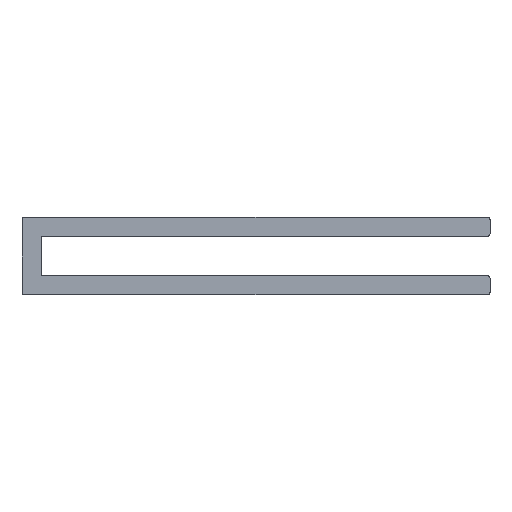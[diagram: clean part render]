
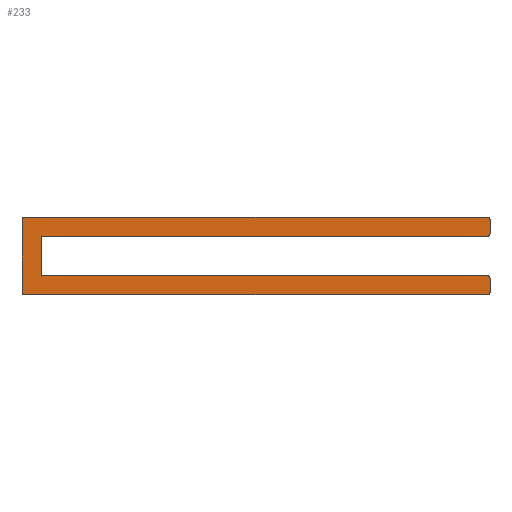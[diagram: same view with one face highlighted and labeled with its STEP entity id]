
A CAD part, top view. The second image highlights one B-rep face of the part: STEP entity #233.
In plain terms, the highlighted planar face has unit normal (0, 0, 1).
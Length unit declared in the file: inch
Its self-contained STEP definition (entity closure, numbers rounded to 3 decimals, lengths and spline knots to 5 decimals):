
#9 = VERTEX_POINT ( 'NONE', #136 ) ;
#15 = DIRECTION ( 'NONE',  ( -1., 0., 0. ) ) ;
#16 = VERTEX_POINT ( 'NONE', #104 ) ;
#30 = EDGE_CURVE ( 'NONE', #509, #453, #432, .T. ) ;
#39 = EDGE_CURVE ( 'NONE', #537, #509, #154, .T. ) ;
#40 = DIRECTION ( 'NONE',  ( -1., 0., 0. ) ) ;
#41 = ORIENTED_EDGE ( 'NONE', *, *, #223, .T. ) ;
#49 = ORIENTED_EDGE ( 'NONE', *, *, #465, .T. ) ;
#62 = EDGE_CURVE ( 'NONE', #406, #251, #501, .T. ) ;
#63 = CIRCLE ( 'NONE', #495, 0.1 ) ;
#70 = VERTEX_POINT ( 'NONE', #552 ) ;
#72 = CARTESIAN_POINT ( 'NONE',  ( 8.795, 0.775, 0.25 ) ) ;
#73 = CARTESIAN_POINT ( 'NONE',  ( -9.445, 1.525, 0.25 ) ) ;
#74 = DIRECTION ( 'NONE',  ( 0., -1., 0. ) ) ;
#77 = DIRECTION ( 'NONE',  ( 0., 1., 0. ) ) ;
#78 = CARTESIAN_POINT ( 'NONE',  ( -8.795, 0.775, 0.25 ) ) ;
#79 = ORIENTED_EDGE ( 'NONE', *, *, #532, .F. ) ;
#82 = VECTOR ( 'NONE', #77, 39.37008 ) ;
#94 = EDGE_LOOP ( 'NONE', ( #100, #41, #403, #542, #49, #105, #356, #342, #79, #352, #512, #490, #507, #290 ) ) ;
#100 = ORIENTED_EDGE ( 'NONE', *, *, #551, .T. ) ;
#104 = CARTESIAN_POINT ( 'NONE',  ( -9.545, 1.425, 0.25 ) ) ;
#105 = ORIENTED_EDGE ( 'NONE', *, *, #313, .T. ) ;
#110 = CARTESIAN_POINT ( 'NONE',  ( -9.545, 1.525, 0.25 ) ) ;
#112 = DIRECTION ( 'NONE',  ( -1., 0., 0. ) ) ;
#118 = AXIS2_PLACEMENT_3D ( 'NONE', #515, #436, #112 ) ;
#121 = CARTESIAN_POINT ( 'NONE',  ( -9.545, -1.425, 0.25 ) ) ;
#129 = VECTOR ( 'NONE', #74, 39.37008 ) ;
#130 = DIRECTION ( 'NONE',  ( -1., 0., 0. ) ) ;
#136 = CARTESIAN_POINT ( 'NONE',  ( 8.695, -0.775, 0.25 ) ) ;
#143 = VECTOR ( 'NONE', #568, 39.37008 ) ;
#151 = VECTOR ( 'NONE', #427, 39.37008 ) ;
#154 = LINE ( 'NONE', #282, #325 ) ;
#163 = AXIS2_PLACEMENT_3D ( 'NONE', #261, #224, #130 ) ;
#168 = CARTESIAN_POINT ( 'NONE',  ( 8.695, 1.525, 0.25 ) ) ;
#177 = CARTESIAN_POINT ( 'NONE',  ( -8.795, -0.775, 0.25 ) ) ;
#181 = EDGE_CURVE ( 'NONE', #338, #9, #337, .T. ) ;
#183 = AXIS2_PLACEMENT_3D ( 'NONE', #468, #416, #498 ) ;
#207 = CARTESIAN_POINT ( 'NONE',  ( 8.795, 0.775, 0.25 ) ) ;
#214 = LINE ( 'NONE', #249, #129 ) ;
#216 = EDGE_CURVE ( 'NONE', #218, #16, #303, .T. ) ;
#218 = VERTEX_POINT ( 'NONE', #73 ) ;
#223 = EDGE_CURVE ( 'NONE', #487, #537, #421, .T. ) ;
#224 = DIRECTION ( 'NONE',  ( 0., 0., 1. ) ) ;
#231 = VERTEX_POINT ( 'NONE', #424 ) ;
#233 = ADVANCED_FACE ( 'NONE', ( #306 ), #257, .F. ) ;
#234 = CARTESIAN_POINT ( 'NONE',  ( 8.695, 1.425, 0.25 ) ) ;
#236 = VECTOR ( 'NONE', #339, 39.37008 ) ;
#244 = VECTOR ( 'NONE', #473, 39.37008 ) ;
#246 = CARTESIAN_POINT ( 'NONE',  ( -9.445, 1.425, 0.25 ) ) ;
#249 = CARTESIAN_POINT ( 'NONE',  ( -8.795, -0.775, 0.25 ) ) ;
#250 = CARTESIAN_POINT ( 'NONE',  ( -9.445, -1.425, 0.25 ) ) ;
#251 = VERTEX_POINT ( 'NONE', #168 ) ;
#257 = PLANE ( 'NONE',  #118 ) ;
#261 = CARTESIAN_POINT ( 'NONE',  ( 8.695, -0.875, 0.25 ) ) ;
#267 = VERTEX_POINT ( 'NONE', #521 ) ;
#282 = CARTESIAN_POINT ( 'NONE',  ( -9.545, -1.525, 0.25 ) ) ;
#290 = ORIENTED_EDGE ( 'NONE', *, *, #216, .T. ) ;
#293 = DIRECTION ( 'NONE',  ( 0., 0., 1. ) ) ;
#295 = VERTEX_POINT ( 'NONE', #78 ) ;
#301 = CARTESIAN_POINT ( 'NONE',  ( 8.795, -1.425, 0.25 ) ) ;
#303 = CIRCLE ( 'NONE', #375, 0.1 ) ;
#306 = FACE_OUTER_BOUND ( 'NONE', #94, .T. ) ;
#307 = CARTESIAN_POINT ( 'NONE',  ( 8.695, -1.525, 0.25 ) ) ;
#308 = CARTESIAN_POINT ( 'NONE',  ( 8.695, 0.875, 0.25 ) ) ;
#313 = EDGE_CURVE ( 'NONE', #70, #9, #525, .T. ) ;
#325 = VECTOR ( 'NONE', #548, 39.37008 ) ;
#337 = LINE ( 'NONE', #437, #440 ) ;
#338 = VERTEX_POINT ( 'NONE', #177 ) ;
#339 = DIRECTION ( 'NONE',  ( -1., 0., 0. ) ) ;
#341 = DIRECTION ( 'NONE',  ( -1., 0., 0. ) ) ;
#342 = ORIENTED_EDGE ( 'NONE', *, *, #561, .F. ) ;
#343 = LINE ( 'NONE', #514, #143 ) ;
#351 = CARTESIAN_POINT ( 'NONE',  ( 8.795, 0.775, 0.25 ) ) ;
#352 = ORIENTED_EDGE ( 'NONE', *, *, #364, .T. ) ;
#356 = ORIENTED_EDGE ( 'NONE', *, *, #181, .F. ) ;
#364 = EDGE_CURVE ( 'NONE', #231, #267, #63, .T. ) ;
#375 = AXIS2_PLACEMENT_3D ( 'NONE', #246, #519, #479 ) ;
#386 = DIRECTION ( 'NONE',  ( 1., 0., 0. ) ) ;
#398 = LINE ( 'NONE', #351, #244 ) ;
#403 = ORIENTED_EDGE ( 'NONE', *, *, #39, .T. ) ;
#404 = CARTESIAN_POINT ( 'NONE',  ( 8.795, 1.425, 0.25 ) ) ;
#406 = VERTEX_POINT ( 'NONE', #404 ) ;
#411 = DIRECTION ( 'NONE',  ( 0., 0., 1. ) ) ;
#416 = DIRECTION ( 'NONE',  ( 0., 0., 1. ) ) ;
#421 = CIRCLE ( 'NONE', #511, 0.1 ) ;
#424 = CARTESIAN_POINT ( 'NONE',  ( 8.695, 0.775, 0.25 ) ) ;
#427 = DIRECTION ( 'NONE',  ( -1., 0., 0. ) ) ;
#432 = CIRCLE ( 'NONE', #183, 0.1 ) ;
#435 = LINE ( 'NONE', #110, #151 ) ;
#436 = DIRECTION ( 'NONE',  ( 0., 0., -1. ) ) ;
#437 = CARTESIAN_POINT ( 'NONE',  ( 8.795, -0.775, 0.25 ) ) ;
#440 = VECTOR ( 'NONE', #386, 39.37008 ) ;
#448 = EDGE_CURVE ( 'NONE', #267, #406, #398, .T. ) ;
#453 = VERTEX_POINT ( 'NONE', #301 ) ;
#465 = EDGE_CURVE ( 'NONE', #453, #70, #573, .T. ) ;
#468 = CARTESIAN_POINT ( 'NONE',  ( 8.695, -1.425, 0.25 ) ) ;
#473 = DIRECTION ( 'NONE',  ( 0., 1., 0. ) ) ;
#479 = DIRECTION ( 'NONE',  ( -1., 0., 0. ) ) ;
#482 = LINE ( 'NONE', #207, #236 ) ;
#487 = VERTEX_POINT ( 'NONE', #121 ) ;
#488 = EDGE_CURVE ( 'NONE', #251, #218, #435, .T. ) ;
#489 = DIRECTION ( 'NONE',  ( 0., 0., 1. ) ) ;
#490 = ORIENTED_EDGE ( 'NONE', *, *, #62, .T. ) ;
#495 = AXIS2_PLACEMENT_3D ( 'NONE', #308, #489, #40 ) ;
#498 = DIRECTION ( 'NONE',  ( -1., 0., 0. ) ) ;
#501 = CIRCLE ( 'NONE', #545, 0.1 ) ;
#507 = ORIENTED_EDGE ( 'NONE', *, *, #488, .T. ) ;
#509 = VERTEX_POINT ( 'NONE', #307 ) ;
#511 = AXIS2_PLACEMENT_3D ( 'NONE', #250, #293, #341 ) ;
#512 = ORIENTED_EDGE ( 'NONE', *, *, #448, .T. ) ;
#514 = CARTESIAN_POINT ( 'NONE',  ( -9.545, -1.525, 0.25 ) ) ;
#515 = CARTESIAN_POINT ( 'NONE',  ( 0., 0., 0.25 ) ) ;
#519 = DIRECTION ( 'NONE',  ( 0., 0., 1. ) ) ;
#521 = CARTESIAN_POINT ( 'NONE',  ( 8.795, 0.875, 0.25 ) ) ;
#525 = CIRCLE ( 'NONE', #163, 0.1 ) ;
#532 = EDGE_CURVE ( 'NONE', #231, #295, #482, .T. ) ;
#537 = VERTEX_POINT ( 'NONE', #565 ) ;
#542 = ORIENTED_EDGE ( 'NONE', *, *, #30, .T. ) ;
#545 = AXIS2_PLACEMENT_3D ( 'NONE', #234, #411, #15 ) ;
#548 = DIRECTION ( 'NONE',  ( 1., 0., 0. ) ) ;
#551 = EDGE_CURVE ( 'NONE', #16, #487, #343, .T. ) ;
#552 = CARTESIAN_POINT ( 'NONE',  ( 8.795, -0.875, 0.25 ) ) ;
#561 = EDGE_CURVE ( 'NONE', #295, #338, #214, .T. ) ;
#565 = CARTESIAN_POINT ( 'NONE',  ( -9.445, -1.525, 0.25 ) ) ;
#568 = DIRECTION ( 'NONE',  ( 0., -1., 0. ) ) ;
#573 = LINE ( 'NONE', #72, #82 ) ;
